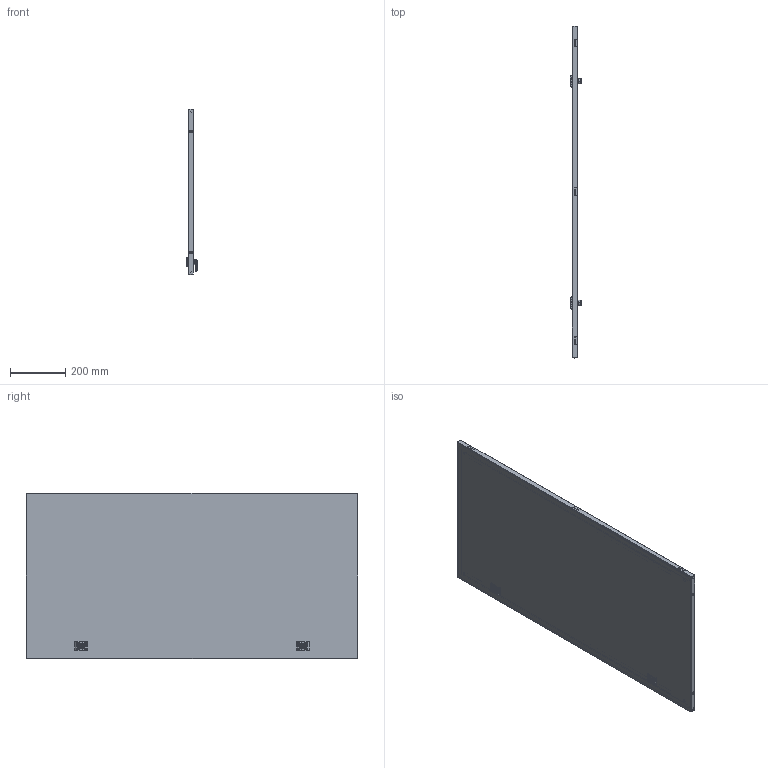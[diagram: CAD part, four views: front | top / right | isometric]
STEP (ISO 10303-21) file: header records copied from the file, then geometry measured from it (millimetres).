
FILE_DESCRIPTION (( 'STEP AP203' ), '1' );
FILE_NAME ('R5S120.step', '2012-05-30T11:32:03', ( 'User' ), ( 'DKC' ), 'SwSTEP 2.0', 'SolidWorks 2011', '' );
FILE_SCHEMA (( 'CONFIG_CONTROL_DESIGN' ));
Products named in the file (19): R5S120; MirrorTraverse_1200 R5S120; ISO 7044-M6-S_ISO 7044-M6-S; Dead door CE assemble 11111_1200õ600 CB02C272; sealant for door CE_1200x600; end-cap_AC00C061; land_Ïî óìîë÷àíèþ; CERNIERA SALDATA; End-cup AC00C112; MOLLA AC00C344_AC00C344; Handle small door CE_Ïî óìîë÷àíèþ; Sealant AC00356_Ïî óìîë÷àíèþ; AC00C348_Ïî óìîë÷àíèþ; Hex Flange Bolt M6x10_ISO 4162 - M6 x 12 x 12-S; Linguetta CE_handle CE; Inserto a doppio pettine AC00C443_AC00C343; BASETTA ESTERNA PER BOX AC00C503_AC00C503; Dead door CE 11111_1200x600; Traverse_1200 R5S120
Assembly tree (32 placements, depth 4):
  R5S120
    ISO 7044-M6-S_ISO 7044-M6-S  x4
    MirrorTraverse_1200 R5S120
    Traverse_1200 R5S120
    Dead door CE assemble 11111_1200õ600 CB02C272
      End-cup AC00C112  x4
      land_Ïî óìîë÷àíèþ  x4
      CERNIERA SALDATA  x3
      MOLLA AC00C344_AC00C344  x2
      sealant for door CE_1200x600
      end-cap_AC00C061  x2
      Handle small door CE_Ïî óìîë÷àíèþ  x2
        BASETTA ESTERNA PER BOX AC00C503_AC00C503
        Inserto a doppio pettine AC00C443_AC00C343
        Sealant AC00356_Ïî óìîë÷àíèþ
        Hex Flange Bolt M6x10_ISO 4162 - M6 x 12 x 12-S
        AC00C348_Ïî óìîë÷àíèþ
        Linguetta CE_handle CE
      Dead door CE 11111_1200x600
Bounding box: 41.1 x 1199 x 598 mm (x, y, z)
Volume: 2039819.5 mm3; surface area: 1932459.6 mm2
Topology: 39 solids, 39 shells, 3618 faces, 9829 edges, 6358 vertices
Faces by surface type: bspline 1368, cylinder 1007, plane 833, cone 306, torus 92, sphere 12
Entity records: 123907 total; most frequent: CARTESIAN_POINT 85828, ORIENTED_EDGE 8344, DIRECTION 6242, EDGE_CURVE 4172, VERTEX_POINT 2688, AXIS2_PLACEMENT_3D 2235, EDGE_LOOP 1782, LINE 1772
